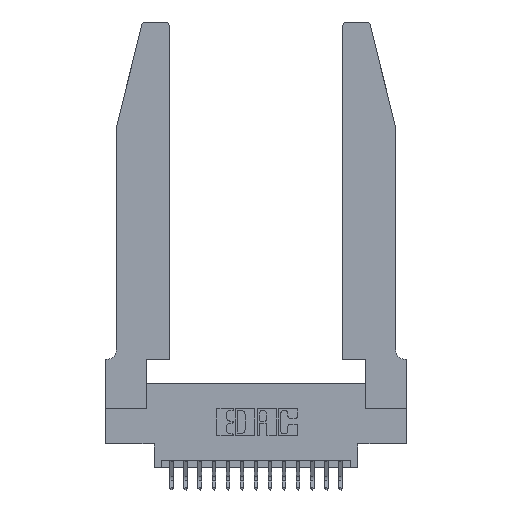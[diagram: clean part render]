
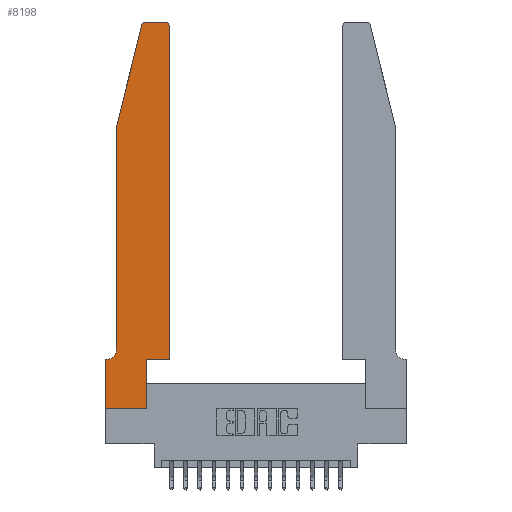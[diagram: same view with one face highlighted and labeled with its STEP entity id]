
A CAD part, top view. The second image highlights one B-rep face of the part: STEP entity #8198.
In plain terms, the highlighted planar face has unit normal (0, 0, 1).
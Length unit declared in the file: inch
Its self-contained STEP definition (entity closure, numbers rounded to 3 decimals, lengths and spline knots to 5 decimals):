
#115 = DIRECTION ( 'NONE',  ( 1., 0., 0. ) ) ;
#459 = EDGE_CURVE ( 'NONE', #17912, #13601, #4395, .T. ) ;
#590 = CARTESIAN_POINT ( 'NONE',  ( 0.0055, 0.35, 0.37 ) ) ;
#620 = DIRECTION ( 'NONE',  ( -0.239, -0.971, 0. ) ) ;
#667 = ORIENTED_EDGE ( 'NONE', *, *, #12262, .T. ) ;
#1098 = ORIENTED_EDGE ( 'NONE', *, *, #459, .T. ) ;
#1161 = CARTESIAN_POINT ( 'NONE',  ( 0., 0.35, 0.37 ) ) ;
#1218 = DIRECTION ( 'NONE',  ( 1., 0., 0. ) ) ;
#1562 = VERTEX_POINT ( 'NONE', #5017 ) ;
#1570 = CARTESIAN_POINT ( 'NONE',  ( 0.4505, 0.35, 0.37 ) ) ;
#1978 = EDGE_CURVE ( 'NONE', #1562, #17912, #13610, .T. ) ;
#2097 = DIRECTION ( 'NONE',  ( 1., 0., 0. ) ) ;
#2441 = VERTEX_POINT ( 'NONE', #11357 ) ;
#2594 = EDGE_CURVE ( 'NONE', #15487, #2441, #11578, .T. ) ;
#3056 = CARTESIAN_POINT ( 'NONE',  ( 0.4205, 2.75, 0.37 ) ) ;
#3166 = CARTESIAN_POINT ( 'NONE',  ( 0.2605, 2.75, 0.37 ) ) ;
#3808 = CARTESIAN_POINT ( 'NONE',  ( 0.4205, 2.72, 0.37 ) ) ;
#4058 = ORIENTED_EDGE ( 'NONE', *, *, #13909, .T. ) ;
#4315 = AXIS2_PLACEMENT_3D ( 'NONE', #18924, #10237, #1218 ) ;
#4395 = LINE ( 'NONE', #17344, #12251 ) ;
#4700 = DIRECTION ( 'NONE',  ( -1., 0., 0. ) ) ;
#5017 = CARTESIAN_POINT ( 'NONE',  ( 0., 0.35, 0.37 ) ) ;
#5031 = ORIENTED_EDGE ( 'NONE', *, *, #8322, .T. ) ;
#5299 = CIRCLE ( 'NONE', #19078, 0.07 ) ;
#5331 = DIRECTION ( 'NONE',  ( 1., 0., 0. ) ) ;
#5610 = CARTESIAN_POINT ( 'NONE',  ( 0.0755, 0.35, 0.37 ) ) ;
#5776 = DIRECTION ( 'NONE',  ( 0., 0., 1. ) ) ;
#5970 = EDGE_CURVE ( 'NONE', #9704, #9193, #17619, .T. ) ;
#6072 = ORIENTED_EDGE ( 'NONE', *, *, #12237, .T. ) ;
#6399 = VECTOR ( 'NONE', #18011, 39.37008 ) ;
#6733 = DIRECTION ( 'NONE',  ( 0., 1., 0. ) ) ;
#7100 = DIRECTION ( 'NONE',  ( -1., 0., 0. ) ) ;
#7128 = LINE ( 'NONE', #3166, #14439 ) ;
#7265 = VECTOR ( 'NONE', #16381, 39.37008 ) ;
#7440 = ORIENTED_EDGE ( 'NONE', *, *, #5970, .T. ) ;
#7736 = LINE ( 'NONE', #14931, #7265 ) ;
#7835 = CARTESIAN_POINT ( 'NONE',  ( 0.284, 2.75, 0.37 ) ) ;
#7897 = ORIENTED_EDGE ( 'NONE', *, *, #15363, .T. ) ;
#7934 = CIRCLE ( 'NONE', #9826, 0.03 ) ;
#7998 = VERTEX_POINT ( 'NONE', #11189 ) ;
#8198 = ADVANCED_FACE ( 'NONE', ( #17299 ), #8731, .T. ) ;
#8322 = EDGE_CURVE ( 'NONE', #13601, #16635, #7736, .T. ) ;
#8347 = EDGE_CURVE ( 'NONE', #16635, #12264, #18441, .T. ) ;
#8731 = PLANE ( 'NONE',  #11184 ) ;
#8772 = DIRECTION ( 'NONE',  ( 0., 0., -1. ) ) ;
#8903 = ORIENTED_EDGE ( 'NONE', *, *, #8347, .T. ) ;
#9193 = VERTEX_POINT ( 'NONE', #11269 ) ;
#9704 = VERTEX_POINT ( 'NONE', #16908 ) ;
#9826 = AXIS2_PLACEMENT_3D ( 'NONE', #3808, #14122, #5331 ) ;
#9874 = ORIENTED_EDGE ( 'NONE', *, *, #13044, .T. ) ;
#10149 = EDGE_CURVE ( 'NONE', #11386, #15487, #7128, .T. ) ;
#10237 = DIRECTION ( 'NONE',  ( 0., 0., 1. ) ) ;
#10269 = VECTOR ( 'NONE', #115, 39.37008 ) ;
#10408 = CARTESIAN_POINT ( 'NONE',  ( 0.2865, 0., 0.37 ) ) ;
#10736 = EDGE_LOOP ( 'NONE', ( #16954, #17039, #6072, #7440, #7897, #9874, #16522, #1098, #5031, #8903, #667, #4058 ) ) ;
#11177 = LINE ( 'NONE', #18353, #18466 ) ;
#11184 = AXIS2_PLACEMENT_3D ( 'NONE', #1161, #5776, #16015 ) ;
#11189 = CARTESIAN_POINT ( 'NONE',  ( 0.4505, 2.72, 0.37 ) ) ;
#11269 = CARTESIAN_POINT ( 'NONE',  ( 0.0755, 0.42, 0.37 ) ) ;
#11357 = CARTESIAN_POINT ( 'NONE',  ( 0.25487, 2.72718, 0.37 ) ) ;
#11386 = VERTEX_POINT ( 'NONE', #3056 ) ;
#11578 = CIRCLE ( 'NONE', #4315, 0.03 ) ;
#11623 = CARTESIAN_POINT ( 'NONE',  ( 0.2865, 0.35, 0.37 ) ) ;
#12237 = EDGE_CURVE ( 'NONE', #2441, #9704, #11177, .T. ) ;
#12251 = VECTOR ( 'NONE', #2097, 39.37008 ) ;
#12262 = EDGE_CURVE ( 'NONE', #12264, #7998, #14587, .T. ) ;
#12264 = VERTEX_POINT ( 'NONE', #15494 ) ;
#12962 = VECTOR ( 'NONE', #7100, 39.37008 ) ;
#13044 = EDGE_CURVE ( 'NONE', #15632, #1562, #13422, .T. ) ;
#13276 = DIRECTION ( 'NONE',  ( 0., -1., 0. ) ) ;
#13422 = LINE ( 'NONE', #5610, #12962 ) ;
#13601 = VERTEX_POINT ( 'NONE', #10408 ) ;
#13610 = LINE ( 'NONE', #14754, #17036 ) ;
#13909 = EDGE_CURVE ( 'NONE', #7998, #11386, #7934, .T. ) ;
#14034 = CARTESIAN_POINT ( 'NONE',  ( 0.4505, 0.35, 0.37 ) ) ;
#14122 = DIRECTION ( 'NONE',  ( 0., 0., 1. ) ) ;
#14132 = VECTOR ( 'NONE', #6733, 39.37008 ) ;
#14439 = VECTOR ( 'NONE', #4700, 39.37008 ) ;
#14587 = LINE ( 'NONE', #14034, #14132 ) ;
#14754 = CARTESIAN_POINT ( 'NONE',  ( 0., 0., 0.37 ) ) ;
#14907 = CARTESIAN_POINT ( 'NONE',  ( 0., 0., 0.37 ) ) ;
#14931 = CARTESIAN_POINT ( 'NONE',  ( 0.2865, 0.35, 0.37 ) ) ;
#15363 = EDGE_CURVE ( 'NONE', #9193, #15632, #5299, .T. ) ;
#15487 = VERTEX_POINT ( 'NONE', #7835 ) ;
#15494 = CARTESIAN_POINT ( 'NONE',  ( 0.4505, 0.35, 0.37 ) ) ;
#15632 = VERTEX_POINT ( 'NONE', #590 ) ;
#16015 = DIRECTION ( 'NONE',  ( 1., 0., 0. ) ) ;
#16381 = DIRECTION ( 'NONE',  ( 0., 1., 0. ) ) ;
#16522 = ORIENTED_EDGE ( 'NONE', *, *, #1978, .T. ) ;
#16529 = CARTESIAN_POINT ( 'NONE',  ( 0.0755, 2., 0.37 ) ) ;
#16635 = VERTEX_POINT ( 'NONE', #11623 ) ;
#16908 = CARTESIAN_POINT ( 'NONE',  ( 0.0755, 2., 0.37 ) ) ;
#16954 = ORIENTED_EDGE ( 'NONE', *, *, #10149, .T. ) ;
#17036 = VECTOR ( 'NONE', #13276, 39.37008 ) ;
#17039 = ORIENTED_EDGE ( 'NONE', *, *, #2594, .T. ) ;
#17299 = FACE_OUTER_BOUND ( 'NONE', #10736, .T. ) ;
#17344 = CARTESIAN_POINT ( 'NONE',  ( 0., 0., 0.37 ) ) ;
#17452 = CARTESIAN_POINT ( 'NONE',  ( 0.0055, 0.42, 0.37 ) ) ;
#17619 = LINE ( 'NONE', #16529, #6399 ) ;
#17912 = VERTEX_POINT ( 'NONE', #14907 ) ;
#18011 = DIRECTION ( 'NONE',  ( 0., -1., 0. ) ) ;
#18353 = CARTESIAN_POINT ( 'NONE',  ( 0.0755, 2., 0.37 ) ) ;
#18441 = LINE ( 'NONE', #1570, #10269 ) ;
#18466 = VECTOR ( 'NONE', #620, 39.37008 ) ;
#18906 = DIRECTION ( 'NONE',  ( -1., 0., 0. ) ) ;
#18924 = CARTESIAN_POINT ( 'NONE',  ( 0.284, 2.72, 0.37 ) ) ;
#19078 = AXIS2_PLACEMENT_3D ( 'NONE', #17452, #8772, #18906 ) ;
